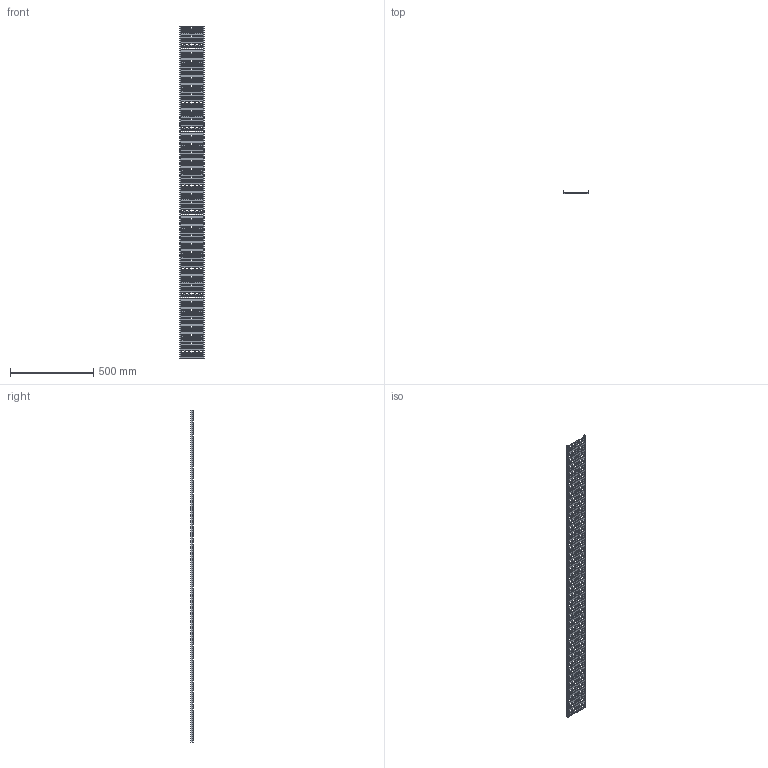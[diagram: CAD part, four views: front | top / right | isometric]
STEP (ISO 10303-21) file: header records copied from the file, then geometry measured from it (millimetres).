
FILE_DESCRIPTION (( 'STEP AP214' ), '1' );
FILE_NAME ('6045995.stp', '2023-09-26T13:06:51', ( '' ), ( '' ), 'SwSTEP 2.0', 'SolidWorks 2022', '' );
FILE_SCHEMA (( 'AUTOMOTIVE_DESIGN' ));
Length unit declared in the file: millimetre
Products named in the file (1): 6045995
Bounding box: 150 x 15 x 2000 mm (x, y, z)
Volume: 263761.1 mm3; surface area: 563546.5 mm2
Topology: 1 solids, 1 shells, 2582 faces, 7724 edges, 5144 vertices
Faces by surface type: plane 1298, cylinder 1284
Entity records: 90182 total; most frequent: DIRECTION 15458, CARTESIAN_POINT 15451, ORIENTED_EDGE 15448, EDGE_CURVE 7724, LINE 5156, VECTOR 5156, AXIS2_PLACEMENT_3D 5151, VERTEX_POINT 5144
